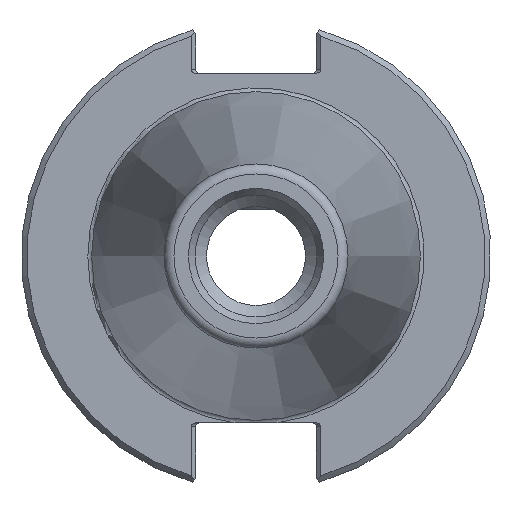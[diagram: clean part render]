
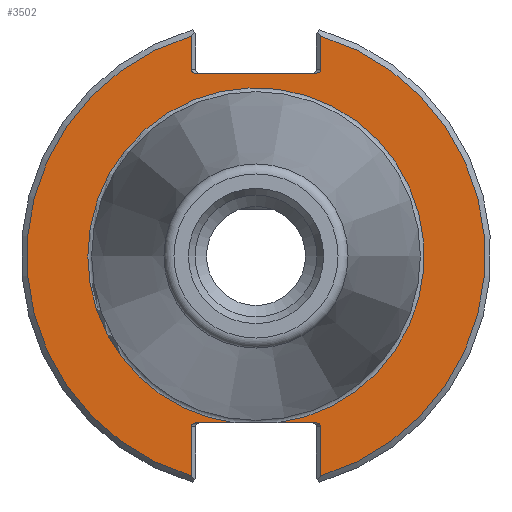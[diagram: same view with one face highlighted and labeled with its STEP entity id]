
A CAD part, left-side view. The second image highlights one B-rep face of the part: STEP entity #3502.
In plain terms, the highlighted planar face has unit normal (-1, 0, 0).
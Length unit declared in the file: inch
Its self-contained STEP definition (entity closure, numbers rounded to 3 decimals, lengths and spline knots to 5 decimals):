
#2560=CARTESIAN_POINT('',(0.125,0.345,0.992));
#2561=VERTEX_POINT('',#2560);
#2568=CARTESIAN_POINT('',(0.125,0.31672,0.972));
#2569=VERTEX_POINT('',#2568);
#2570=CARTESIAN_POINT('',(0.125,0.31672,0.992));
#2571=DIRECTION('',(-1.0,0.0,0.0));
#2572=DIRECTION('',(0.0,1.0,0.0));
#2573=AXIS2_PLACEMENT_3D('',#2570,#2571,#2572);
#2574=ELLIPSE('',#2573,0.02828,0.02);
#2575=EDGE_CURVE('',#2561,#2569,#2574,.T.);
#2660=CARTESIAN_POINT('',(0.125,0.345,1.1702));
#2661=VERTEX_POINT('',#2660);
#2668=CARTESIAN_POINT('',(0.125,0.345,1.1702));
#2669=DIRECTION('',(0.0,0.0,-1.0));
#2670=VECTOR('',#2669,0.1782);
#2671=LINE('',#2668,#2670);
#2672=EDGE_CURVE('',#2661,#2561,#2671,.T.);
#2772=CARTESIAN_POINT('',(0.125,-0.31672,0.972));
#2773=VERTEX_POINT('',#2772);
#2780=CARTESIAN_POINT('',(0.125,-0.345,0.992));
#2781=VERTEX_POINT('',#2780);
#2782=CARTESIAN_POINT('',(0.125,-0.31672,0.992));
#2783=DIRECTION('',(-1.0,0.0,0.0));
#2784=DIRECTION('',(0.0,-1.0,0.0));
#2785=AXIS2_PLACEMENT_3D('',#2782,#2783,#2784);
#2786=ELLIPSE('',#2785,0.02828,0.02);
#2787=EDGE_CURVE('',#2773,#2781,#2786,.T.);
#2837=CARTESIAN_POINT('',(0.125,-0.345,1.1702));
#2838=VERTEX_POINT('',#2837);
#2839=CARTESIAN_POINT('',(0.125,-0.345,0.992));
#2840=DIRECTION('',(0.0,0.0,1.0));
#2841=VECTOR('',#2840,0.1782);
#2842=LINE('',#2839,#2841);
#2843=EDGE_CURVE('',#2781,#2838,#2842,.T.);
#2861=CARTESIAN_POINT('',(0.125,-0.345,-0.908));
#2862=VERTEX_POINT('',#2861);
#2863=CARTESIAN_POINT('',(0.125,-0.31672,-0.888));
#2864=VERTEX_POINT('',#2863);
#2865=CARTESIAN_POINT('',(0.125,-0.31672,-0.908));
#2866=DIRECTION('',(-1.0,0.0,0.0));
#2867=DIRECTION('',(0.0,-1.0,0.0));
#2868=AXIS2_PLACEMENT_3D('',#2865,#2866,#2867);
#2869=ELLIPSE('',#2868,0.02828,0.02);
#2870=EDGE_CURVE('',#2862,#2864,#2869,.T.);
#2968=CARTESIAN_POINT('',(0.125,-0.345,-1.1702));
#2969=VERTEX_POINT('',#2968);
#2976=CARTESIAN_POINT('',(0.125,-0.345,-1.1702));
#2977=DIRECTION('',(0.0,0.0,1.0));
#2978=VECTOR('',#2977,0.2622);
#2979=LINE('',#2976,#2978);
#2980=EDGE_CURVE('',#2969,#2862,#2979,.T.);
#3080=CARTESIAN_POINT('',(0.125,0.31672,-0.888));
#3081=VERTEX_POINT('',#3080);
#3088=CARTESIAN_POINT('',(0.125,0.345,-0.908));
#3089=VERTEX_POINT('',#3088);
#3090=CARTESIAN_POINT('',(0.125,0.31672,-0.908));
#3091=DIRECTION('',(-1.0,0.0,0.0));
#3092=DIRECTION('',(0.0,1.0,0.0));
#3093=AXIS2_PLACEMENT_3D('',#3090,#3091,#3092);
#3094=ELLIPSE('',#3093,0.02828,0.02);
#3095=EDGE_CURVE('',#3081,#3089,#3094,.T.);
#3145=CARTESIAN_POINT('',(0.125,0.345,-1.1702));
#3146=VERTEX_POINT('',#3145);
#3147=CARTESIAN_POINT('',(0.125,0.345,-0.908));
#3148=DIRECTION('',(0.0,0.0,-1.0));
#3149=VECTOR('',#3148,0.2622);
#3150=LINE('',#3147,#3149);
#3151=EDGE_CURVE('',#3089,#3146,#3150,.T.);
#3218=CARTESIAN_POINT('',(0.125,0.31672,0.972));
#3219=DIRECTION('',(0.0,-1.0,0.0));
#3220=VECTOR('',#3219,0.63343);
#3221=LINE('',#3218,#3220);
#3222=EDGE_CURVE('',#2569,#2773,#3221,.T.);
#3420=CARTESIAN_POINT('',(0.125,-0.11172,-0.888));
#3421=VERTEX_POINT('',#3420);
#3422=CARTESIAN_POINT('',(0.125,0.11172,-0.888));
#3423=VERTEX_POINT('',#3422);
#3438=CARTESIAN_POINT('',(0.125,0.,0.0));
#3439=DIRECTION('',(-1.0,0.0,0.0));
#3440=DIRECTION('',(0.0,-1.0,0.0));
#3441=AXIS2_PLACEMENT_3D('',#3438,#3439,#3440);
#3442=CIRCLE('',#3441,0.895);
#3443=EDGE_CURVE('',#3421,#3423,#3442,.T.);
#3459=CARTESIAN_POINT('',(0.125,1.0625,0.0));
#3460=DIRECTION('',(-1.0,0.0,0.0));
#3461=DIRECTION('',(0.0,0.0,1.0));
#3462=AXIS2_PLACEMENT_3D('',#3459,#3460,#3461);
#3463=PLANE('',#3462);
#3464=ORIENTED_EDGE('',*,*,#3443,.F.);
#3465=CARTESIAN_POINT('',(0.125,-0.31672,-0.888));
#3466=DIRECTION('',(0.0,1.0,0.0));
#3467=VECTOR('',#3466,0.205);
#3468=LINE('',#3465,#3467);
#3469=EDGE_CURVE('',#2864,#3421,#3468,.T.);
#3470=ORIENTED_EDGE('',*,*,#3469,.F.);
#3471=ORIENTED_EDGE('',*,*,#2870,.F.);
#3472=ORIENTED_EDGE('',*,*,#2980,.F.);
#3473=CARTESIAN_POINT('',(0.125,0.,0.0));
#3474=DIRECTION('',(1.0,0.0,0.0));
#3475=DIRECTION('',(0.0,-1.0,0.0));
#3476=AXIS2_PLACEMENT_3D('',#3473,#3474,#3475);
#3477=CIRCLE('',#3476,1.22);
#3478=EDGE_CURVE('',#2838,#2969,#3477,.T.);
#3479=ORIENTED_EDGE('',*,*,#3478,.F.);
#3480=ORIENTED_EDGE('',*,*,#2843,.F.);
#3481=ORIENTED_EDGE('',*,*,#2787,.F.);
#3482=ORIENTED_EDGE('',*,*,#3222,.F.);
#3483=ORIENTED_EDGE('',*,*,#2575,.F.);
#3484=ORIENTED_EDGE('',*,*,#2672,.F.);
#3485=CARTESIAN_POINT('',(0.125,0.,0.0));
#3486=DIRECTION('',(1.0,0.0,0.0));
#3487=DIRECTION('',(0.0,1.0,0.0));
#3488=AXIS2_PLACEMENT_3D('',#3485,#3486,#3487);
#3489=CIRCLE('',#3488,1.22);
#3490=EDGE_CURVE('',#3146,#2661,#3489,.T.);
#3491=ORIENTED_EDGE('',*,*,#3490,.F.);
#3492=ORIENTED_EDGE('',*,*,#3151,.F.);
#3493=ORIENTED_EDGE('',*,*,#3095,.F.);
#3494=CARTESIAN_POINT('',(0.125,0.11172,-0.888));
#3495=DIRECTION('',(0.0,1.0,0.0));
#3496=VECTOR('',#3495,0.205);
#3497=LINE('',#3494,#3496);
#3498=EDGE_CURVE('',#3423,#3081,#3497,.T.);
#3499=ORIENTED_EDGE('',*,*,#3498,.F.);
#3500=EDGE_LOOP('',(#3464,#3470,#3471,#3472,#3479,#3480,#3481,#3482,#3483,#3484,#3491,#3492,#3493,#3499));
#3501=FACE_OUTER_BOUND('',#3500,.T.);
#3502=ADVANCED_FACE('',(#3501),#3463,.T.);
